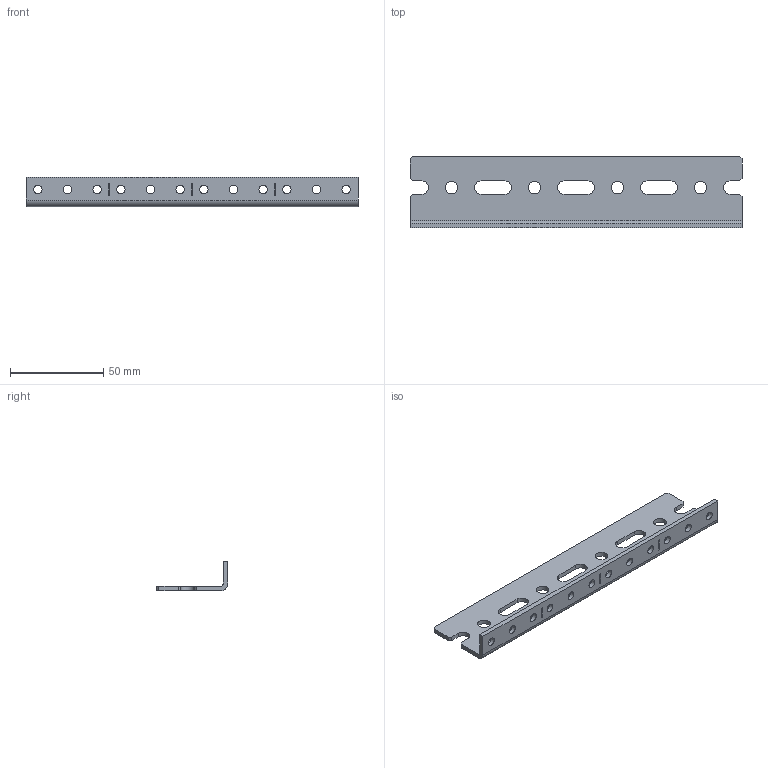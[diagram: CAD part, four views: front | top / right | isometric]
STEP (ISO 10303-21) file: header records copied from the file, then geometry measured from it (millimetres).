
FILE_DESCRIPTION(/* description */ ('Unknown'),/* implementation_level */ '2;1');
FILE_NAME(/* name */ 'URR4U',/* time_stamp */ '2016-06-10T14:02:52-04:00',/* author */ ('Unknown'),/* organization */ ('Unknown'),/* preprocessor_version */ 'ST-DEVELOPER v16.7',/* originating_system */ 'DEX',/* authorisation */ $);
FILE_SCHEMA (('AUTOMOTIVE_DESIGN {1 0 10303 214 3 1 1}'));
Length unit declared in the file: millimetre
Products named in the file (1): COM57213-4
Bounding box: 177.8 x 38.1 x 15.88 mm (x, y, z)
Volume: 19592.1 mm3; surface area: 18390 mm2
Topology: 1 solids, 1 shells, 64 faces, 189 edges, 130 vertices
Faces by surface type: plane 38, cylinder 26
Full cylindrical faces by diameter (mm): 4.496 x12, 6.756 x4
Entity records: 2079 total; most frequent: CARTESIAN_POINT 344, DIRECTION 343, ORIENTED_EDGE 322, EDGE_CURVE 161, EDGE_LOOP 121, FACE_BOUND 121, VERTEX_POINT 118, AXIS2_PLACEMENT_3D 117
